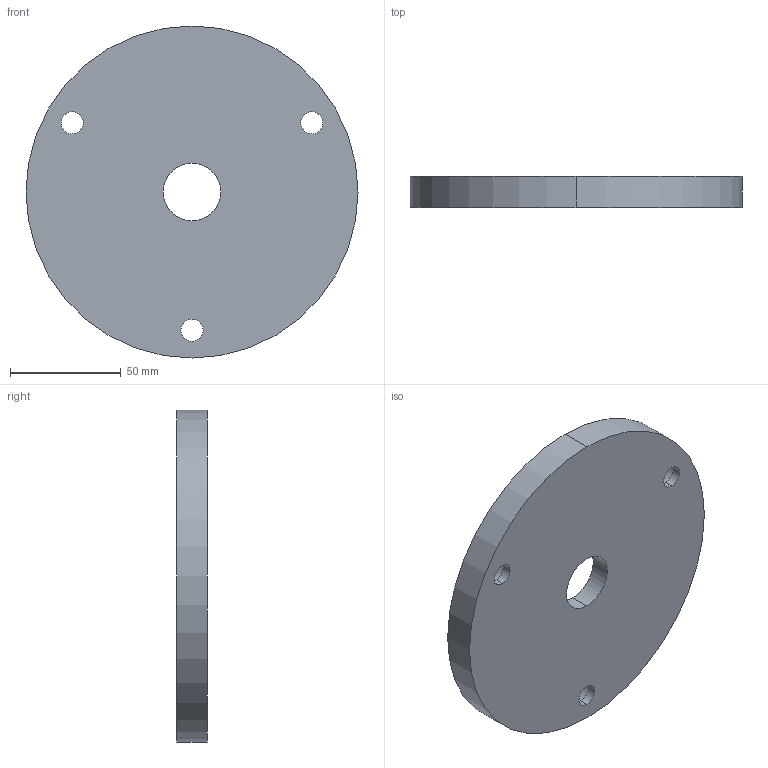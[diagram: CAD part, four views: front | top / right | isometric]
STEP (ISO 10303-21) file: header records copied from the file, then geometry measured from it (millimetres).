
FILE_DESCRIPTION (( 'STEP AP203' ), '1' );
FILE_NAME ('Base Plate 2_Default_sldprt.STEP', '2018-08-27T18:24:32', ( '' ), ( '' ), 'SwSTEP 2.0', 'SolidWorks 2014', '' );
FILE_SCHEMA (( 'CONFIG_CONTROL_DESIGN' ));
Length unit declared in the file: millimetre
Products named in the file (1): Base Plate 2_Default_sldprt
Bounding box: 150 x 14 x 150 mm (x, y, z)
Volume: 195588.5 mm3; surface area: 44613.8 mm2
Topology: 1 solids, 1 shells, 24 faces, 54 edges, 36 vertices
Faces by surface type: cylinder 18, plane 6
Entity records: 787 total; most frequent: DIRECTION 140, CARTESIAN_POINT 115, ORIENTED_EDGE 108, AXIS2_PLACEMENT_3D 61, EDGE_CURVE 54, EDGE_LOOP 36, VERTEX_POINT 36, CIRCLE 36
